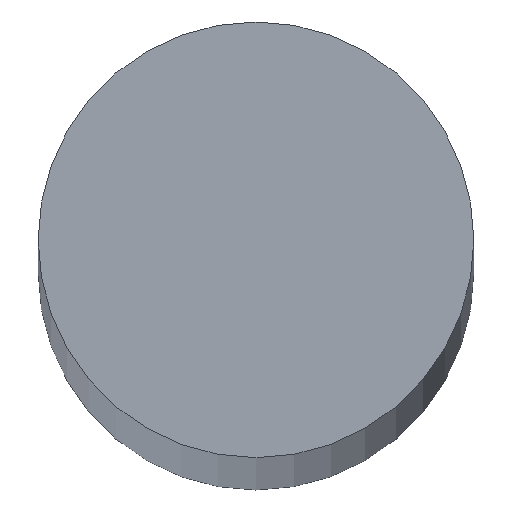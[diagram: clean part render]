
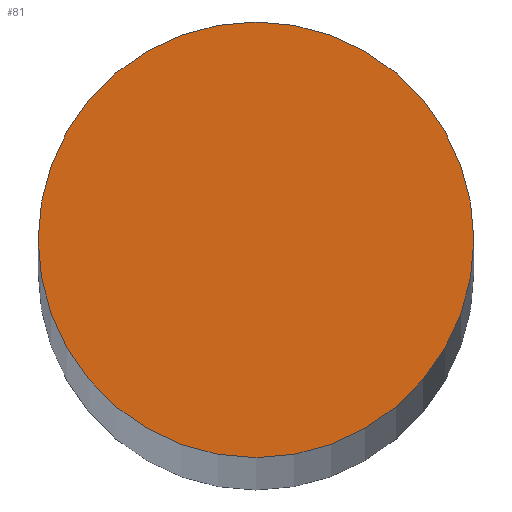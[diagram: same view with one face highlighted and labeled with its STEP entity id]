
A CAD part, top view. The second image highlights one B-rep face of the part: STEP entity #81.
In plain terms, the highlighted planar face has unit normal (0, 0, 1).
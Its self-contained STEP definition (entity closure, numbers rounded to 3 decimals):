
#3 = DIRECTION ( 'NONE',  ( 1., 0., 0. ) ) ;
#10 = CIRCLE ( 'NONE', #57, 1. ) ;
#15 = FACE_OUTER_BOUND ( 'NONE', #73, .T. ) ;
#22 = EDGE_CURVE ( 'NONE', #89, #129, #77, .T. ) ;
#37 = CARTESIAN_POINT ( 'NONE',  ( 0., 0., 85. ) ) ;
#51 = CARTESIAN_POINT ( 'NONE',  ( 1., 0., 85. ) ) ;
#53 = CARTESIAN_POINT ( 'NONE',  ( -1., 0., 85. ) ) ;
#55 = CARTESIAN_POINT ( 'NONE',  ( 0., 0., 85. ) ) ;
#57 = AXIS2_PLACEMENT_3D ( 'NONE', #76, #98, #120 ) ;
#62 = ORIENTED_EDGE ( 'NONE', *, *, #124, .T. ) ;
#68 = DIRECTION ( 'NONE',  ( 1., 0., 0. ) ) ;
#73 = EDGE_LOOP ( 'NONE', ( #84, #62 ) ) ;
#76 = CARTESIAN_POINT ( 'NONE',  ( 0., 0., 85. ) ) ;
#77 = CIRCLE ( 'NONE', #131, 1. ) ;
#81 = ADVANCED_FACE ( 'NONE', ( #15 ), #110, .T. ) ;
#84 = ORIENTED_EDGE ( 'NONE', *, *, #22, .T. ) ;
#89 = VERTEX_POINT ( 'NONE', #53 ) ;
#98 = DIRECTION ( 'NONE',  ( 0., 0., 1. ) ) ;
#110 = PLANE ( 'NONE',  #133 ) ;
#116 = DIRECTION ( 'NONE',  ( 0., 0., 1. ) ) ;
#120 = DIRECTION ( 'NONE',  ( 1., 0., 0. ) ) ;
#124 = EDGE_CURVE ( 'NONE', #129, #89, #10, .T. ) ;
#129 = VERTEX_POINT ( 'NONE', #51 ) ;
#131 = AXIS2_PLACEMENT_3D ( 'NONE', #55, #132, #68 ) ;
#132 = DIRECTION ( 'NONE',  ( 0., 0., 1. ) ) ;
#133 = AXIS2_PLACEMENT_3D ( 'NONE', #37, #116, #3 ) ;
